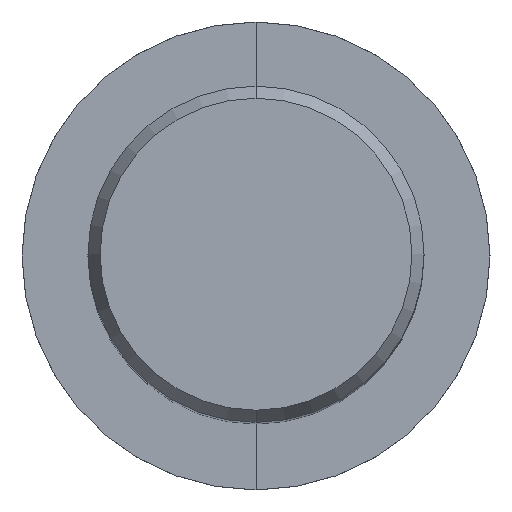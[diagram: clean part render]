
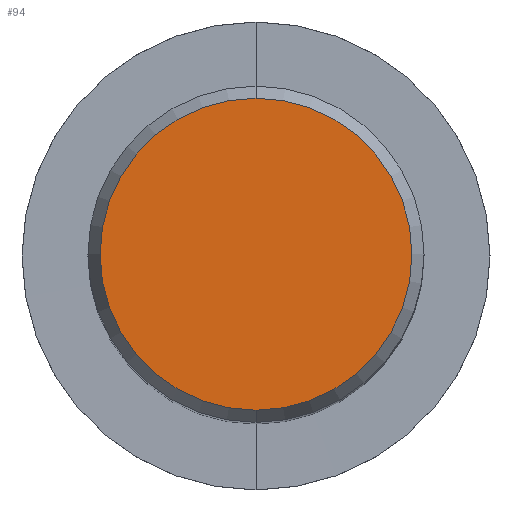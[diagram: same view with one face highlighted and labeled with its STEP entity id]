
A CAD part, top view. The second image highlights one B-rep face of the part: STEP entity #94.
In plain terms, the highlighted planar face has unit normal (0, 0, 1).
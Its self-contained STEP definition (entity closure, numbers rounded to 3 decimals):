
#90=EDGE_CURVE('',#102,#126,#204,.T.);
#94=ADVANCED_FACE('',(#208),#209,.T.);
#100=EDGE_CURVE('',#126,#102,#216,.T.);
#102=VERTEX_POINT('',#218);
#126=VERTEX_POINT('',#246);
#204=CIRCLE('',#326,8.837);
#208=FACE_OUTER_BOUND('',#330,.T.);
#209=PLANE('',#331);
#216=CIRCLE('',#339,8.837);
#218=CARTESIAN_POINT('',(0.,-8.837,0.01));
#246=CARTESIAN_POINT('',(0.0,8.837,0.01));
#326=AXIS2_PLACEMENT_3D('',#456,#457,#458);
#330=EDGE_LOOP('',(#460,#461));
#331=AXIS2_PLACEMENT_3D('',#462,#463,#464);
#339=AXIS2_PLACEMENT_3D('',#472,#473,#474);
#456=CARTESIAN_POINT('',(0.0,0.0,0.01));
#457=DIRECTION('',(0.0,0.0,-1.0));
#458=DIRECTION('',(0.0,1.0,0.0));
#460=ORIENTED_EDGE('',*,*,#100,.F.);
#461=ORIENTED_EDGE('',*,*,#90,.F.);
#462=CARTESIAN_POINT('',(0.0,4.419,0.01));
#463=DIRECTION('',(-0.0,0.0,1.0));
#464=DIRECTION('',(0.0,-1.0,0.0));
#472=CARTESIAN_POINT('',(0.0,0.0,0.01));
#473=DIRECTION('',(0.0,0.0,-1.0));
#474=DIRECTION('',(0.0,1.0,0.0));
